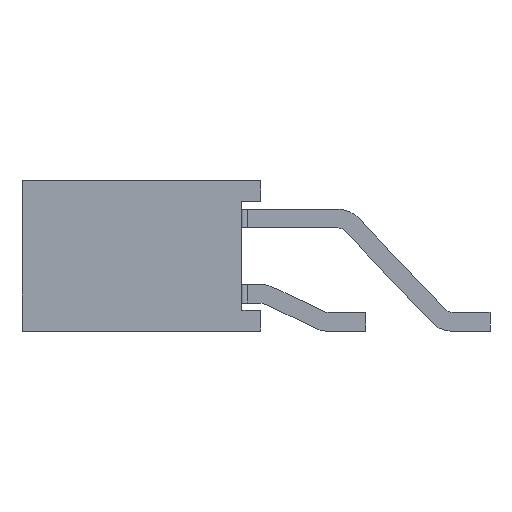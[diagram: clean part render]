
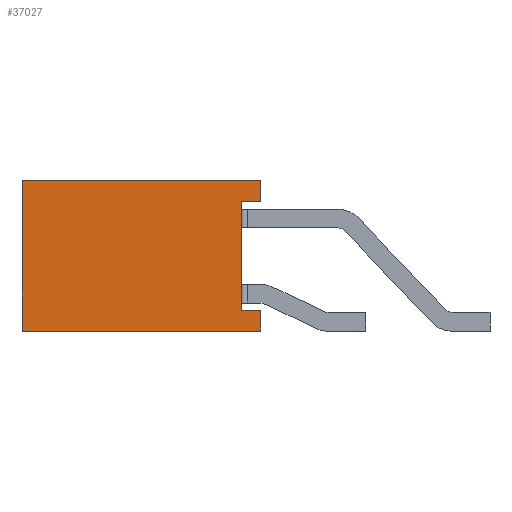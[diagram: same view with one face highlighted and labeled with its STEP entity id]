
A CAD part, left-side view. The second image highlights one B-rep face of the part: STEP entity #37027.
In plain terms, the highlighted face is planar.
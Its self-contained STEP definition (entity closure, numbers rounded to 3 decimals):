
#3028=ORIENTED_EDGE('',*,*,#10846,.T.);
#3029=ORIENTED_EDGE('',*,*,#10847,.T.);
#3030=ORIENTED_EDGE('',*,*,#10848,.T.);
#3031=ORIENTED_EDGE('',*,*,#10849,.T.);
#3032=ORIENTED_EDGE('',*,*,#10850,.T.);
#3033=ORIENTED_EDGE('',*,*,#10851,.T.);
#3034=ORIENTED_EDGE('',*,*,#10852,.T.);
#3035=ORIENTED_EDGE('',*,*,#10853,.T.);
#10846=EDGE_CURVE('',#14692,#14693,#17634,.T.);
#10847=EDGE_CURVE('',#14693,#14694,#17635,.T.);
#10848=EDGE_CURVE('',#14694,#14695,#17636,.T.);
#10849=EDGE_CURVE('',#14695,#14696,#17637,.T.);
#10850=EDGE_CURVE('',#14696,#14697,#17638,.T.);
#10851=EDGE_CURVE('',#14697,#14698,#17639,.T.);
#10852=EDGE_CURVE('',#14698,#14699,#17640,.T.);
#10853=EDGE_CURVE('',#14699,#14692,#17641,.T.);
#14692=VERTEX_POINT('',#50772);
#14693=VERTEX_POINT('',#50773);
#14694=VERTEX_POINT('',#50775);
#14695=VERTEX_POINT('',#50777);
#14696=VERTEX_POINT('',#50779);
#14697=VERTEX_POINT('',#50781);
#14698=VERTEX_POINT('',#50783);
#14699=VERTEX_POINT('',#50785);
#17634=LINE('',#50771,#20934);
#17635=LINE('',#50774,#20935);
#17636=LINE('',#50776,#20936);
#17637=LINE('',#50778,#20937);
#17638=LINE('',#50780,#20938);
#17639=LINE('',#50782,#20939);
#17640=LINE('',#50784,#20940);
#17641=LINE('',#50786,#20941);
#20934=VECTOR('',#42374,1000.);
#20935=VECTOR('',#42375,1000.);
#20936=VECTOR('',#42376,1000.);
#20937=VECTOR('',#42377,1000.);
#20938=VECTOR('',#42378,1000.);
#20939=VECTOR('',#42379,1000.);
#20940=VECTOR('',#42380,1000.);
#20941=VECTOR('',#42381,1000.);
#23373=EDGE_LOOP('',(#3028,#3029,#3030,#3031,#3032,#3033,#3034,#3035));
#24839=FACE_BOUND('',#23373,.T.);
#26221=PLANE('',#38486);
#37027=ADVANCED_FACE('',(#24839),#26221,.T.);
#38486=AXIS2_PLACEMENT_3D('',#50770,#42372,#42373);
#42372=DIRECTION('',(1.,0.,0.));
#42373=DIRECTION('',(0.,0.,-1.));
#42374=DIRECTION('',(0.,0.,-1.));
#42375=DIRECTION('',(0.,1.,0.));
#42376=DIRECTION('',(0.,0.,1.));
#42377=DIRECTION('',(0.,-1.,0.));
#42378=DIRECTION('',(0.,0.,1.));
#42379=DIRECTION('',(0.,1.,0.));
#42380=DIRECTION('',(0.,0.,1.));
#42381=DIRECTION('',(0.,-1.,0.));
#50770=CARTESIAN_POINT('',(7.15,0.,0.));
#50771=CARTESIAN_POINT('',(7.15,-3.175,2.));
#50772=CARTESIAN_POINT('',(7.15,-3.175,2.));
#50773=CARTESIAN_POINT('',(7.15,-3.175,-2.));
#50774=CARTESIAN_POINT('',(7.15,-3.175,-2.));
#50775=CARTESIAN_POINT('',(7.15,3.175,-2.));
#50776=CARTESIAN_POINT('',(7.15,3.175,-2.));
#50777=CARTESIAN_POINT('',(7.15,3.175,-1.45));
#50778=CARTESIAN_POINT('',(7.15,2.675,-1.45));
#50779=CARTESIAN_POINT('',(7.15,2.675,-1.45));
#50780=CARTESIAN_POINT('',(7.15,2.675,1.45));
#50781=CARTESIAN_POINT('',(7.15,2.675,1.45));
#50782=CARTESIAN_POINT('',(7.15,3.175,1.45));
#50783=CARTESIAN_POINT('',(7.15,3.175,1.45));
#50784=CARTESIAN_POINT('',(7.15,3.175,1.45));
#50785=CARTESIAN_POINT('',(7.15,3.175,2.));
#50786=CARTESIAN_POINT('',(7.15,3.175,2.));
